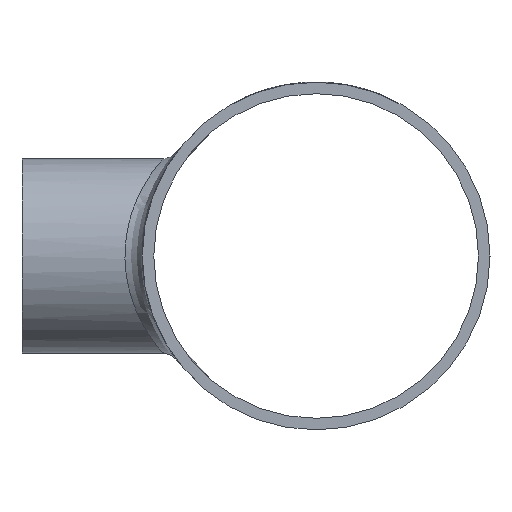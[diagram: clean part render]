
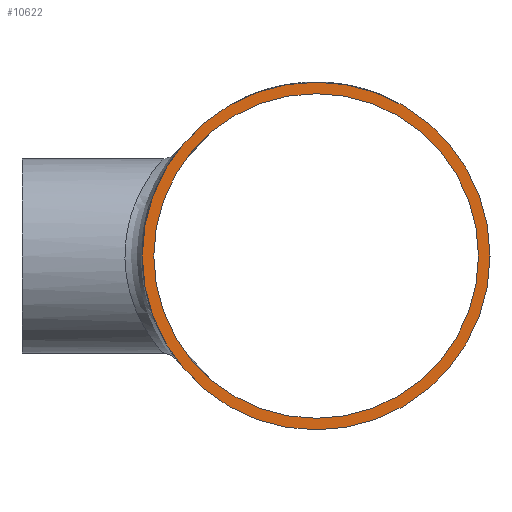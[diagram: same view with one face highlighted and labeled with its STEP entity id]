
A CAD part, left-side view. The second image highlights one B-rep face of the part: STEP entity #10622.
In plain terms, the highlighted planar face has unit normal (-1, 0, 0).
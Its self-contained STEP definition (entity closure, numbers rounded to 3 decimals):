
#219 = VERTEX_POINT ( 'NONE', #9287 ) ;
#637 = DIRECTION ( 'NONE',  ( -1., 0., 0. ) ) ;
#713 = AXIS2_PLACEMENT_3D ( 'NONE', #11730, #16697, #4017 ) ;
#1868 = CARTESIAN_POINT ( 'NONE',  ( -64., 0., 0. ) ) ;
#1929 = ORIENTED_EDGE ( 'NONE', *, *, #18167, .T. ) ;
#2481 = DIRECTION ( 'NONE',  ( 0., 0., 1. ) ) ;
#2930 = EDGE_CURVE ( 'NONE', #19244, #19244, #16680, .T. ) ;
#4017 = DIRECTION ( 'NONE',  ( 0., 0., 1. ) ) ;
#6521 = FACE_BOUND ( 'NONE', #19173, .T. ) ;
#7154 = CARTESIAN_POINT ( 'NONE',  ( -64., 0., 28.15 ) ) ;
#8971 = CARTESIAN_POINT ( 'NONE',  ( -64., 0., 0. ) ) ;
#9287 = CARTESIAN_POINT ( 'NONE',  ( -64., 0., 30.15 ) ) ;
#10622 = ADVANCED_FACE ( 'NONE', ( #6521, #11981 ), #15074, .T. ) ;
#11730 = CARTESIAN_POINT ( 'NONE',  ( -64., 0., 0. ) ) ;
#11981 = FACE_OUTER_BOUND ( 'NONE', #15786, .T. ) ;
#12971 = ORIENTED_EDGE ( 'NONE', *, *, #2930, .F. ) ;
#15074 = PLANE ( 'NONE',  #713 ) ;
#15786 = EDGE_LOOP ( 'NONE', ( #1929 ) ) ;
#16030 = DIRECTION ( 'NONE',  ( -1., 0., 0. ) ) ;
#16680 = CIRCLE ( 'NONE', #18915, 28.15 ) ;
#16697 = DIRECTION ( 'NONE',  ( -1., 0., 0. ) ) ;
#16963 = CIRCLE ( 'NONE', #17588, 30.15 ) ;
#17588 = AXIS2_PLACEMENT_3D ( 'NONE', #1868, #16030, #19265 ) ;
#18167 = EDGE_CURVE ( 'NONE', #219, #219, #16963, .T. ) ;
#18915 = AXIS2_PLACEMENT_3D ( 'NONE', #8971, #637, #2481 ) ;
#19173 = EDGE_LOOP ( 'NONE', ( #12971 ) ) ;
#19244 = VERTEX_POINT ( 'NONE', #7154 ) ;
#19265 = DIRECTION ( 'NONE',  ( 0., 0., 1. ) ) ;
